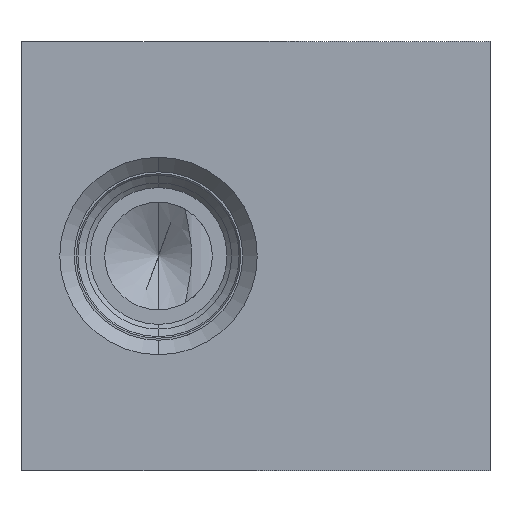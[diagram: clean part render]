
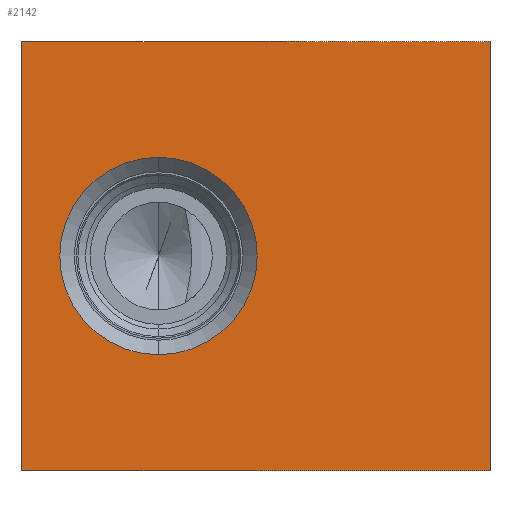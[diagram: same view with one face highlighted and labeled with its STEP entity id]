
A CAD part, front view. The second image highlights one B-rep face of the part: STEP entity #2142.
In plain terms, the highlighted planar face has unit normal (0, -1, 0).
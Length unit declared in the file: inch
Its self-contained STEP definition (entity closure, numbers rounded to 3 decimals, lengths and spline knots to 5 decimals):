
#5=DIRECTION('',(1.,0.,0.));
#6=VECTOR('',#5,3.);
#7=CARTESIAN_POINT('',(0.,-4.,0.));
#8=LINE('',#7,#6);
#75=DIRECTION('',(0.,0.,1.));
#76=VECTOR('',#75,2.75);
#77=CARTESIAN_POINT('',(3.,-4.,0.));
#78=LINE('',#77,#76);
#99=DIRECTION('',(0.,0.,1.));
#100=VECTOR('',#99,2.75);
#101=CARTESIAN_POINT('',(0.,-4.,0.));
#102=LINE('',#101,#100);
#103=CARTESIAN_POINT('',(0.875,-4.,1.375));
#104=DIRECTION('',(0.,1.,0.));
#105=DIRECTION('',(0.,0.,-1.));
#106=AXIS2_PLACEMENT_3D('',#103,#104,#105);
#108=CARTESIAN_POINT('',(0.875,-4.,1.375));
#109=DIRECTION('',(0.,1.,0.));
#110=DIRECTION('',(0.,0.,1.));
#111=AXIS2_PLACEMENT_3D('',#108,#109,#110);
#125=DIRECTION('',(1.,0.,0.));
#126=VECTOR('',#125,3.);
#127=CARTESIAN_POINT('',(0.,-4.,2.75));
#128=LINE('',#127,#126);
#1790=CARTESIAN_POINT('',(0.,-4.,0.));
#1792=VERTEX_POINT('',#1790);
#1793=CARTESIAN_POINT('',(3.,-4.,0.));
#1794=VERTEX_POINT('',#1793);
#1798=CARTESIAN_POINT('',(0.,-4.,2.75));
#1800=VERTEX_POINT('',#1798);
#1801=CARTESIAN_POINT('',(3.,-4.,2.75));
#1802=VERTEX_POINT('',#1801);
#1923=CARTESIAN_POINT('',(0.875,-4.,2.008));
#1924=VERTEX_POINT('',#1923);
#1925=CARTESIAN_POINT('',(0.875,-4.,0.742));
#1926=VERTEX_POINT('',#1925);
#2124=CARTESIAN_POINT('',(0.,-4.,0.));
#2125=DIRECTION('',(0.,-1.,0.));
#2126=DIRECTION('',(1.,0.,0.));
#2127=AXIS2_PLACEMENT_3D('',#2124,#2125,#2126);
#2128=PLANE('',#2127);
#2129=ORIENTED_EDGE('',*,*,#2030,.F.);
#2130=ORIENTED_EDGE('',*,*,#2061,.T.);
#2132=ORIENTED_EDGE('',*,*,#2131,.T.);
#2133=ORIENTED_EDGE('',*,*,#2104,.F.);
#2134=EDGE_LOOP('',(#2129,#2130,#2132,#2133));
#2135=FACE_OUTER_BOUND('',#2134,.F.);
#2137=ORIENTED_EDGE('',*,*,#2136,.F.);
#2139=ORIENTED_EDGE('',*,*,#2138,.F.);
#2140=EDGE_LOOP('',(#2137,#2139));
#2141=FACE_BOUND('',#2140,.F.);
#2142=ADVANCED_FACE('',(#2135,#2141),#2128,.T.);
#107=CIRCLE('',#106,0.633);
#112=CIRCLE('',#111,0.633);
#2030=EDGE_CURVE('',#1792,#1794,#8,.T.);
#2061=EDGE_CURVE('',#1792,#1800,#102,.T.);
#2104=EDGE_CURVE('',#1794,#1802,#78,.T.);
#2131=EDGE_CURVE('',#1800,#1802,#128,.T.);
#2136=EDGE_CURVE('',#1926,#1924,#107,.T.);
#2138=EDGE_CURVE('',#1924,#1926,#112,.T.);
